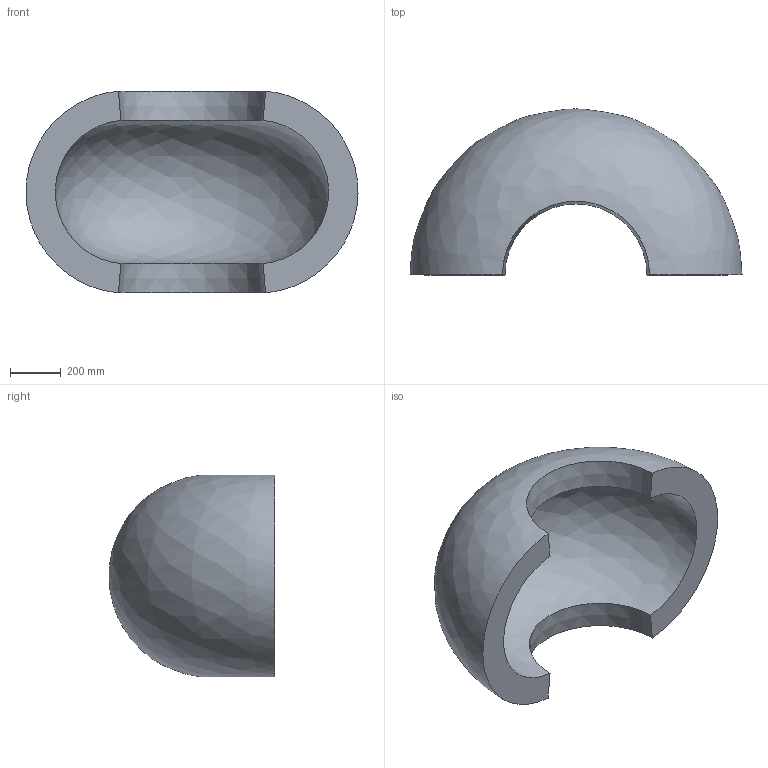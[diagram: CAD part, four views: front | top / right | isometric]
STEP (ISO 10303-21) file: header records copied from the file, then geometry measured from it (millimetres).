
FILE_DESCRIPTION(('FreeCAD Model'),'2;1');
FILE_NAME('blanket.stp', '2019-09-11T15:45:12',('Author'),(''), 'Open CASCADE STEP processor 7.3','FreeCAD','Unknown');
FILE_SCHEMA(('AUTOMOTIVE_DESIGN { 1 0 10303 214 1 1 1 1 }'));
Length unit declared in the file: millimetre
Products named in the file (1): Open_CASCADE_STEP_translator_7.3_29
Bounding box: 1306.56 x 653.28 x 793.85 mm (x, y, z)
Volume: 178334588.4 mm3; surface area: 3558067.9 mm2
Topology: 1 solids, 1 shells, 6 faces, 12 edges, 8 vertices
Faces by surface type: revolution 2, cone 2, bspline 2
Entity records: 2443 total; most frequent: CARTESIAN_POINT 2187, DIRECTION 36, ORIENTED_EDGE 24, PCURVE 24, DEFINITIONAL_REPRESENTATION 24, LINE 20, VECTOR 20, B_SPLINE_CURVE_WITH_KNOTS 14
